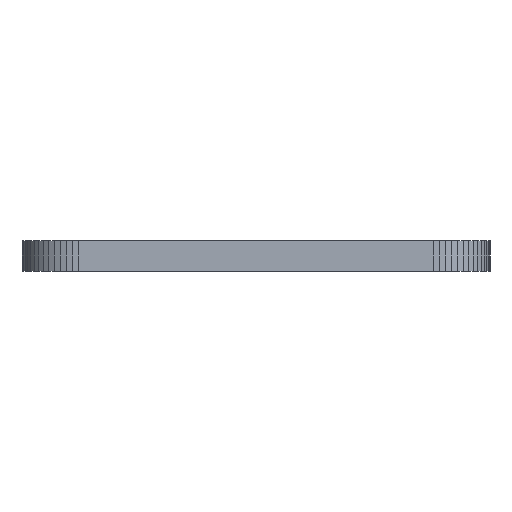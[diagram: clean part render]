
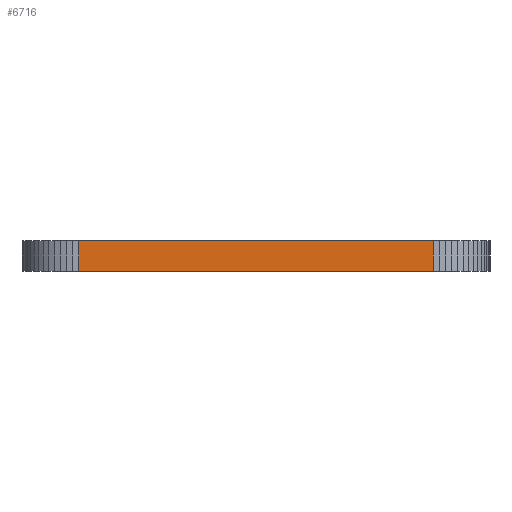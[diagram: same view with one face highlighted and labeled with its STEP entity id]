
A CAD part, front view. The second image highlights one B-rep face of the part: STEP entity #6716.
In plain terms, the highlighted planar face has unit normal (0, -1, 0).
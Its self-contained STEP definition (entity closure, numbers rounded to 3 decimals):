
#83 = PLANE('',#84);
#84 = AXIS2_PLACEMENT_3D('',#85,#86,#87);
#85 = CARTESIAN_POINT('',(126.875,-85.175,1.6));
#86 = DIRECTION('',(-0.,-0.,-1.));
#87 = DIRECTION('',(-1.,0.,0.));
#137 = PLANE('',#138);
#138 = AXIS2_PLACEMENT_3D('',#139,#140,#141);
#139 = CARTESIAN_POINT('',(126.875,-85.175,0.));
#140 = DIRECTION('',(-0.,-0.,-1.));
#141 = DIRECTION('',(-1.,0.,0.));
#1002 = VERTEX_POINT('',#1003);
#1003 = CARTESIAN_POINT('',(136.2,-132.45,0.));
#1017 = PLANE('',#1018);
#1018 = AXIS2_PLACEMENT_3D('',#1019,#1020,#1021);
#1019 = CARTESIAN_POINT('',(136.536,-132.431,0.));
#1020 = DIRECTION('',(0.056,-0.998,0.));
#1021 = DIRECTION('',(-0.998,-0.056,0.));
#1029 = EDGE_CURVE('',#1002,#1030,#1032,.T.);
#1030 = VERTEX_POINT('',#1031);
#1031 = CARTESIAN_POINT('',(117.55,-132.45,0.));
#1032 = SURFACE_CURVE('',#1033,(#1037,#1044),.PCURVE_S1.);
#1033 = LINE('',#1034,#1035);
#1034 = CARTESIAN_POINT('',(136.2,-132.45,0.));
#1035 = VECTOR('',#1036,1.);
#1036 = DIRECTION('',(-1.,0.,0.));
#1037 = PCURVE('',#137,#1038);
#1038 = DEFINITIONAL_REPRESENTATION('',(#1039),#1043);
#1039 = LINE('',#1040,#1041);
#1040 = CARTESIAN_POINT('',(-9.325,-47.275));
#1041 = VECTOR('',#1042,1.);
#1042 = DIRECTION('',(1.,0.));
#1043 = ( GEOMETRIC_REPRESENTATION_CONTEXT(2) 
PARAMETRIC_REPRESENTATION_CONTEXT() REPRESENTATION_CONTEXT('2D SPACE',''
  ) );
#1044 = PCURVE('',#1045,#1050);
#1045 = PLANE('',#1046);
#1046 = AXIS2_PLACEMENT_3D('',#1047,#1048,#1049);
#1047 = CARTESIAN_POINT('',(136.2,-132.45,0.));
#1048 = DIRECTION('',(0.,-1.,0.));
#1049 = DIRECTION('',(-1.,0.,0.));
#1050 = DEFINITIONAL_REPRESENTATION('',(#1051),#1055);
#1051 = LINE('',#1052,#1053);
#1052 = CARTESIAN_POINT('',(0.,-0.));
#1053 = VECTOR('',#1054,1.);
#1054 = DIRECTION('',(1.,0.));
#1055 = ( GEOMETRIC_REPRESENTATION_CONTEXT(2) 
PARAMETRIC_REPRESENTATION_CONTEXT() REPRESENTATION_CONTEXT('2D SPACE',''
  ) );
#1073 = PLANE('',#1074);
#1074 = AXIS2_PLACEMENT_3D('',#1075,#1076,#1077);
#1075 = CARTESIAN_POINT('',(117.55,-132.45,0.));
#1076 = DIRECTION('',(-0.056,-0.998,0.));
#1077 = DIRECTION('',(-0.998,0.056,0.));
#3592 = VERTEX_POINT('',#3593);
#3593 = CARTESIAN_POINT('',(136.2,-132.45,1.6));
#3614 = EDGE_CURVE('',#3592,#3615,#3617,.T.);
#3615 = VERTEX_POINT('',#3616);
#3616 = CARTESIAN_POINT('',(117.55,-132.45,1.6));
#3617 = SURFACE_CURVE('',#3618,(#3622,#3629),.PCURVE_S1.);
#3618 = LINE('',#3619,#3620);
#3619 = CARTESIAN_POINT('',(136.2,-132.45,1.6));
#3620 = VECTOR('',#3621,1.);
#3621 = DIRECTION('',(-1.,0.,0.));
#3622 = PCURVE('',#83,#3623);
#3623 = DEFINITIONAL_REPRESENTATION('',(#3624),#3628);
#3624 = LINE('',#3625,#3626);
#3625 = CARTESIAN_POINT('',(-9.325,-47.275));
#3626 = VECTOR('',#3627,1.);
#3627 = DIRECTION('',(1.,0.));
#3628 = ( GEOMETRIC_REPRESENTATION_CONTEXT(2) 
PARAMETRIC_REPRESENTATION_CONTEXT() REPRESENTATION_CONTEXT('2D SPACE',''
  ) );
#3629 = PCURVE('',#1045,#3630);
#3630 = DEFINITIONAL_REPRESENTATION('',(#3631),#3635);
#3631 = LINE('',#3632,#3633);
#3632 = CARTESIAN_POINT('',(0.,-1.6));
#3633 = VECTOR('',#3634,1.);
#3634 = DIRECTION('',(1.,0.));
#3635 = ( GEOMETRIC_REPRESENTATION_CONTEXT(2) 
PARAMETRIC_REPRESENTATION_CONTEXT() REPRESENTATION_CONTEXT('2D SPACE',''
  ) );
#6668 = EDGE_CURVE('',#1002,#3592,#6669,.T.);
#6669 = SURFACE_CURVE('',#6670,(#6674,#6681),.PCURVE_S1.);
#6670 = LINE('',#6671,#6672);
#6671 = CARTESIAN_POINT('',(136.2,-132.45,0.));
#6672 = VECTOR('',#6673,1.);
#6673 = DIRECTION('',(0.,0.,1.));
#6674 = PCURVE('',#1017,#6675);
#6675 = DEFINITIONAL_REPRESENTATION('',(#6676),#6680);
#6676 = LINE('',#6677,#6678);
#6677 = CARTESIAN_POINT('',(0.336,0.));
#6678 = VECTOR('',#6679,1.);
#6679 = DIRECTION('',(0.,-1.));
#6680 = ( GEOMETRIC_REPRESENTATION_CONTEXT(2) 
PARAMETRIC_REPRESENTATION_CONTEXT() REPRESENTATION_CONTEXT('2D SPACE',''
  ) );
#6681 = PCURVE('',#1045,#6682);
#6682 = DEFINITIONAL_REPRESENTATION('',(#6683),#6687);
#6683 = LINE('',#6684,#6685);
#6684 = CARTESIAN_POINT('',(0.,-0.));
#6685 = VECTOR('',#6686,1.);
#6686 = DIRECTION('',(0.,-1.));
#6687 = ( GEOMETRIC_REPRESENTATION_CONTEXT(2) 
PARAMETRIC_REPRESENTATION_CONTEXT() REPRESENTATION_CONTEXT('2D SPACE',''
  ) );
#6716 = ADVANCED_FACE('',(#6717),#1045,.T.);
#6717 = FACE_BOUND('',#6718,.T.);
#6718 = EDGE_LOOP('',(#6719,#6720,#6721,#6742));
#6719 = ORIENTED_EDGE('',*,*,#6668,.T.);
#6720 = ORIENTED_EDGE('',*,*,#3614,.T.);
#6721 = ORIENTED_EDGE('',*,*,#6722,.F.);
#6722 = EDGE_CURVE('',#1030,#3615,#6723,.T.);
#6723 = SURFACE_CURVE('',#6724,(#6728,#6735),.PCURVE_S1.);
#6724 = LINE('',#6725,#6726);
#6725 = CARTESIAN_POINT('',(117.55,-132.45,0.));
#6726 = VECTOR('',#6727,1.);
#6727 = DIRECTION('',(0.,0.,1.));
#6728 = PCURVE('',#1045,#6729);
#6729 = DEFINITIONAL_REPRESENTATION('',(#6730),#6734);
#6730 = LINE('',#6731,#6732);
#6731 = CARTESIAN_POINT('',(18.65,0.));
#6732 = VECTOR('',#6733,1.);
#6733 = DIRECTION('',(0.,-1.));
#6734 = ( GEOMETRIC_REPRESENTATION_CONTEXT(2) 
PARAMETRIC_REPRESENTATION_CONTEXT() REPRESENTATION_CONTEXT('2D SPACE',''
  ) );
#6735 = PCURVE('',#1073,#6736);
#6736 = DEFINITIONAL_REPRESENTATION('',(#6737),#6741);
#6737 = LINE('',#6738,#6739);
#6738 = CARTESIAN_POINT('',(0.,0.));
#6739 = VECTOR('',#6740,1.);
#6740 = DIRECTION('',(0.,-1.));
#6741 = ( GEOMETRIC_REPRESENTATION_CONTEXT(2) 
PARAMETRIC_REPRESENTATION_CONTEXT() REPRESENTATION_CONTEXT('2D SPACE',''
  ) );
#6742 = ORIENTED_EDGE('',*,*,#1029,.F.);
